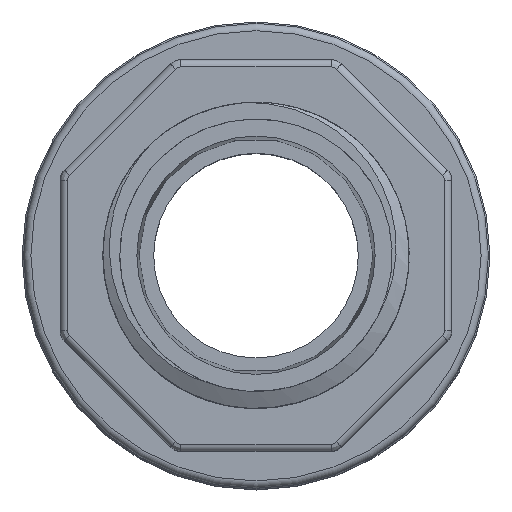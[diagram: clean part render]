
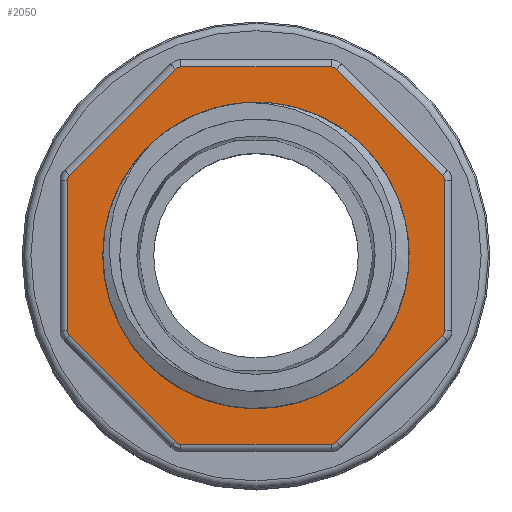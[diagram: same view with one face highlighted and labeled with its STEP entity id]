
A CAD part, top view. The second image highlights one B-rep face of the part: STEP entity #2050.
In plain terms, the highlighted planar face has unit normal (0, 0, 1).
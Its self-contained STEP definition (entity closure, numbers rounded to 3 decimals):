
#258=LINE('',#12538,#579);
#259=LINE('',#12542,#580);
#260=LINE('',#12546,#581);
#261=LINE('',#12550,#582);
#262=LINE('',#12554,#583);
#263=LINE('',#12558,#584);
#264=LINE('',#12562,#585);
#265=LINE('',#12566,#586);
#579=VECTOR('',#6900,1.);
#580=VECTOR('',#6903,1.);
#581=VECTOR('',#6906,1.);
#582=VECTOR('',#6909,1.);
#583=VECTOR('',#6912,1.);
#584=VECTOR('',#6915,1.);
#585=VECTOR('',#6918,1.);
#586=VECTOR('',#6921,1.);
#1007=PLANE('',#6345);
#1648=B_SPLINE_CURVE_WITH_KNOTS('',3,(#12512,#12513,#12514,#12515,#12516,
#12517,#12518,#12519,#12520,#12521),.UNSPECIFIED.,.F.,.F.,(4,2,2,2,4),(0.,
0.25,0.5,0.75,1.),.UNSPECIFIED.);
#1649=B_SPLINE_CURVE_WITH_KNOTS('',3,(#12525,#12526,#12527,#12528,#12529,
#12530,#12531,#12532,#12533,#12534),.UNSPECIFIED.,.F.,.F.,(4,2,2,2,4),(0.,
0.25,0.5,0.75,1.),.UNSPECIFIED.);
#2050=ADVANCED_FACE('',(#2416,#2417),#1007,.F.);
#2416=FACE_BOUND('',#2555,.T.);
#2417=FACE_BOUND('',#2556,.T.);
#2555=EDGE_LOOP('',(#3298,#3299,#3300,#3301));
#2556=EDGE_LOOP('',(#3302,#3303,#3304,#3305,#3306,#3307,#3308,#3309,#3310,
#3311,#3312,#3313,#3314,#3315,#3316,#3317));
#3298=ORIENTED_EDGE('',*,*,#5532,.T.);
#3299=ORIENTED_EDGE('',*,*,#5533,.T.);
#3300=ORIENTED_EDGE('',*,*,#5534,.F.);
#3301=ORIENTED_EDGE('',*,*,#5535,.T.);
#3302=ORIENTED_EDGE('',*,*,#5536,.F.);
#3303=ORIENTED_EDGE('',*,*,#5537,.T.);
#3304=ORIENTED_EDGE('',*,*,#5538,.F.);
#3305=ORIENTED_EDGE('',*,*,#5539,.T.);
#3306=ORIENTED_EDGE('',*,*,#5540,.F.);
#3307=ORIENTED_EDGE('',*,*,#5541,.T.);
#3308=ORIENTED_EDGE('',*,*,#5542,.F.);
#3309=ORIENTED_EDGE('',*,*,#5543,.T.);
#3310=ORIENTED_EDGE('',*,*,#5544,.F.);
#3311=ORIENTED_EDGE('',*,*,#5545,.T.);
#3312=ORIENTED_EDGE('',*,*,#5546,.F.);
#3313=ORIENTED_EDGE('',*,*,#5547,.T.);
#3314=ORIENTED_EDGE('',*,*,#5548,.F.);
#3315=ORIENTED_EDGE('',*,*,#5549,.T.);
#3316=ORIENTED_EDGE('',*,*,#5550,.F.);
#3317=ORIENTED_EDGE('',*,*,#5551,.T.);
#4903=VERTEX_POINT('',#12510);
#4904=VERTEX_POINT('',#12511);
#4905=VERTEX_POINT('',#12522);
#4906=VERTEX_POINT('',#12524);
#4907=VERTEX_POINT('',#12536);
#4908=VERTEX_POINT('',#12537);
#4909=VERTEX_POINT('',#12539);
#4910=VERTEX_POINT('',#12541);
#4911=VERTEX_POINT('',#12543);
#4912=VERTEX_POINT('',#12545);
#4913=VERTEX_POINT('',#12547);
#4914=VERTEX_POINT('',#12549);
#4915=VERTEX_POINT('',#12551);
#4916=VERTEX_POINT('',#12553);
#4917=VERTEX_POINT('',#12555);
#4918=VERTEX_POINT('',#12557);
#4919=VERTEX_POINT('',#12559);
#4920=VERTEX_POINT('',#12561);
#4921=VERTEX_POINT('',#12563);
#4922=VERTEX_POINT('',#12565);
#5532=EDGE_CURVE('',#4903,#4904,#6148,.T.);
#5533=EDGE_CURVE('',#4904,#4905,#1648,.T.);
#5534=EDGE_CURVE('',#4906,#4905,#6149,.T.);
#5535=EDGE_CURVE('',#4906,#4903,#1649,.T.);
#5536=EDGE_CURVE('',#4907,#4908,#6150,.T.);
#5537=EDGE_CURVE('',#4907,#4909,#258,.T.);
#5538=EDGE_CURVE('',#4910,#4909,#6151,.T.);
#5539=EDGE_CURVE('',#4910,#4911,#259,.T.);
#5540=EDGE_CURVE('',#4912,#4911,#6152,.T.);
#5541=EDGE_CURVE('',#4912,#4913,#260,.T.);
#5542=EDGE_CURVE('',#4914,#4913,#6153,.T.);
#5543=EDGE_CURVE('',#4914,#4915,#261,.T.);
#5544=EDGE_CURVE('',#4916,#4915,#6154,.T.);
#5545=EDGE_CURVE('',#4916,#4917,#262,.T.);
#5546=EDGE_CURVE('',#4918,#4917,#6155,.T.);
#5547=EDGE_CURVE('',#4918,#4919,#263,.T.);
#5548=EDGE_CURVE('',#4920,#4919,#6156,.T.);
#5549=EDGE_CURVE('',#4920,#4921,#264,.T.);
#5550=EDGE_CURVE('',#4922,#4921,#6157,.T.);
#5551=EDGE_CURVE('',#4922,#4908,#265,.T.);
#6148=CIRCLE('',#6335,10.478);
#6149=CIRCLE('',#6336,9.316);
#6150=CIRCLE('',#6337,0.5);
#6151=CIRCLE('',#6338,0.5);
#6152=CIRCLE('',#6339,0.5);
#6153=CIRCLE('',#6340,0.5);
#6154=CIRCLE('',#6341,0.5);
#6155=CIRCLE('',#6342,0.5);
#6156=CIRCLE('',#6343,0.5);
#6157=CIRCLE('',#6344,0.5);
#6335=AXIS2_PLACEMENT_3D('',#12509,#6894,#6895);
#6336=AXIS2_PLACEMENT_3D('',#12523,#6896,#6897);
#6337=AXIS2_PLACEMENT_3D('',#12535,#6898,#6899);
#6338=AXIS2_PLACEMENT_3D('',#12540,#6901,#6902);
#6339=AXIS2_PLACEMENT_3D('',#12544,#6904,#6905);
#6340=AXIS2_PLACEMENT_3D('',#12548,#6907,#6908);
#6341=AXIS2_PLACEMENT_3D('',#12552,#6910,#6911);
#6342=AXIS2_PLACEMENT_3D('',#12556,#6913,#6914);
#6343=AXIS2_PLACEMENT_3D('',#12560,#6916,#6917);
#6344=AXIS2_PLACEMENT_3D('',#12564,#6919,#6920);
#6345=AXIS2_PLACEMENT_3D('',#12567,#6922,#6923);
#6894=DIRECTION('',(0.,0.,-1.));
#6895=DIRECTION('',(1.,0.,0.));
#6896=DIRECTION('',(0.,0.,1.));
#6897=DIRECTION('',(1.,0.,0.));
#6898=DIRECTION('',(0.,0.,-1.));
#6899=DIRECTION('',(-1.,0.,0.));
#6900=DIRECTION('',(1.,0.,0.));
#6901=DIRECTION('',(0.,0.,-1.));
#6902=DIRECTION('',(-1.,0.,0.));
#6903=DIRECTION('',(0.707,0.707,0.));
#6904=DIRECTION('',(0.,0.,-1.));
#6905=DIRECTION('',(-1.,0.,0.));
#6906=DIRECTION('',(0.,1.,0.));
#6907=DIRECTION('',(0.,0.,-1.));
#6908=DIRECTION('',(-1.,0.,0.));
#6909=DIRECTION('',(-0.707,0.707,0.));
#6910=DIRECTION('',(0.,0.,-1.));
#6911=DIRECTION('',(-1.,0.,0.));
#6912=DIRECTION('',(-1.,0.,0.));
#6913=DIRECTION('',(0.,0.,-1.));
#6914=DIRECTION('',(-1.,0.,0.));
#6915=DIRECTION('',(-0.707,-0.707,0.));
#6916=DIRECTION('',(0.,0.,-1.));
#6917=DIRECTION('',(-1.,0.,0.));
#6918=DIRECTION('',(0.,-1.,0.));
#6919=DIRECTION('',(0.,0.,-1.));
#6920=DIRECTION('',(-1.,0.,0.));
#6921=DIRECTION('',(0.707,-0.707,0.));
#6922=DIRECTION('',(0.,0.,-1.));
#6923=DIRECTION('',(-1.,0.,0.));
#12509=CARTESIAN_POINT('',(0.,-474.506,31.7));
#12510=CARTESIAN_POINT('',(1.457,-484.882,31.7));
#12511=CARTESIAN_POINT('',(-5.43,-483.467,31.7));
#12512=CARTESIAN_POINT('',(-5.43,-483.467,31.7));
#12513=CARTESIAN_POINT('',(-6.869,-482.487,31.7));
#12514=CARTESIAN_POINT('',(-8.046,-481.153,31.7));
#12515=CARTESIAN_POINT('',(-9.609,-478.079,31.7));
#12516=CARTESIAN_POINT('',(-9.994,-476.328,31.7));
#12517=CARTESIAN_POINT('',(-9.832,-472.865,31.7));
#12518=CARTESIAN_POINT('',(-9.288,-471.165,31.7));
#12519=CARTESIAN_POINT('',(-7.402,-468.276,31.7));
#12520=CARTESIAN_POINT('',(-6.058,-467.086,31.7));
#12521=CARTESIAN_POINT('',(-4.479,-466.338,31.7));
#12522=CARTESIAN_POINT('',(-4.479,-466.338,31.7));
#12523=CARTESIAN_POINT('',(0.,-474.506,31.7));
#12524=CARTESIAN_POINT('',(7.337,-468.766,31.7));
#12525=CARTESIAN_POINT('',(7.337,-468.766,31.7));
#12526=CARTESIAN_POINT('',(8.491,-470.073,31.7));
#12527=CARTESIAN_POINT('',(9.254,-471.685,31.7));
#12528=CARTESIAN_POINT('',(9.853,-475.085,31.7));
#12529=CARTESIAN_POINT('',(9.68,-476.881,31.7));
#12530=CARTESIAN_POINT('',(8.469,-480.113,31.7));
#12531=CARTESIAN_POINT('',(7.436,-481.564,31.7));
#12532=CARTESIAN_POINT('',(4.775,-483.788,31.7));
#12533=CARTESIAN_POINT('',(3.168,-484.549,31.7));
#12534=CARTESIAN_POINT('',(1.457,-484.882,31.7));
#12535=CARTESIAN_POINT('',(-5.136,-486.906,31.7));
#12536=CARTESIAN_POINT('',(-5.136,-487.406,31.7));
#12537=CARTESIAN_POINT('',(-5.49,-487.26,31.7));
#12538=CARTESIAN_POINT('',(-9.475,-487.406,31.7));
#12539=CARTESIAN_POINT('',(5.136,-487.406,31.7));
#12540=CARTESIAN_POINT('',(5.136,-486.906,31.7));
#12541=CARTESIAN_POINT('',(5.49,-487.26,31.7));
#12542=CARTESIAN_POINT('',(9.122,-483.628,31.7));
#12543=CARTESIAN_POINT('',(12.754,-479.996,31.7));
#12544=CARTESIAN_POINT('',(12.4,-479.643,31.7));
#12545=CARTESIAN_POINT('',(12.9,-479.643,31.7));
#12546=CARTESIAN_POINT('',(12.9,-465.031,31.7));
#12547=CARTESIAN_POINT('',(12.9,-469.37,31.7));
#12548=CARTESIAN_POINT('',(12.4,-469.37,31.7));
#12549=CARTESIAN_POINT('',(12.754,-469.016,31.7));
#12550=CARTESIAN_POINT('',(-0.354,-455.909,31.7));
#12551=CARTESIAN_POINT('',(5.49,-461.753,31.7));
#12552=CARTESIAN_POINT('',(5.136,-462.106,31.7));
#12553=CARTESIAN_POINT('',(5.136,-461.606,31.7));
#12554=CARTESIAN_POINT('',(-9.475,-461.606,31.7));
#12555=CARTESIAN_POINT('',(-5.136,-461.606,31.7));
#12556=CARTESIAN_POINT('',(-5.136,-462.106,31.7));
#12557=CARTESIAN_POINT('',(-5.49,-461.753,31.7));
#12558=CARTESIAN_POINT('',(-9.122,-465.385,31.7));
#12559=CARTESIAN_POINT('',(-12.754,-469.016,31.7));
#12560=CARTESIAN_POINT('',(-12.4,-469.37,31.7));
#12561=CARTESIAN_POINT('',(-12.9,-469.37,31.7));
#12562=CARTESIAN_POINT('',(-12.9,-465.031,31.7));
#12563=CARTESIAN_POINT('',(-12.9,-479.643,31.7));
#12564=CARTESIAN_POINT('',(-12.4,-479.643,31.7));
#12565=CARTESIAN_POINT('',(-12.754,-479.996,31.7));
#12566=CARTESIAN_POINT('',(-18.597,-474.153,31.7));
#12567=CARTESIAN_POINT('',(-9.475,-465.031,31.7));
